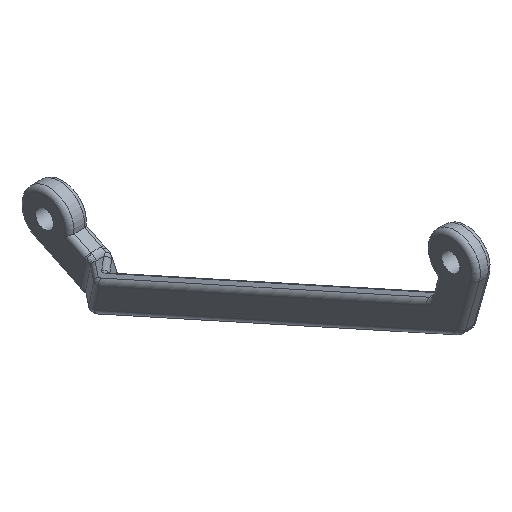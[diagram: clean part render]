
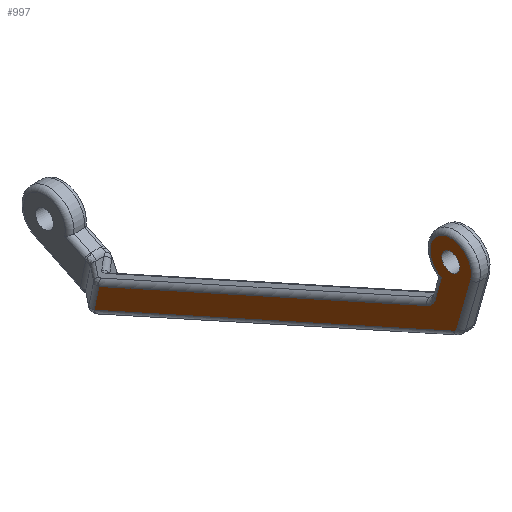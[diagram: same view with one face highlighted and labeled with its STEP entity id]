
A CAD part, isometric view. The second image highlights one B-rep face of the part: STEP entity #997.
In plain terms, the highlighted planar face has unit normal (-1, 0, 0).
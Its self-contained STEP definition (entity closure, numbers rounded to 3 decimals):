
#17=FACE_BOUND('',#191,.T.);
#28=PLANE('',#1144);
#124=FACE_OUTER_BOUND('',#190,.T.);
#190=EDGE_LOOP('',(#875,#876,#877,#878,#879,#880,#881,#882));
#191=EDGE_LOOP('',(#883));
#261=CIRCLE('',#1111,2.8);
#267=CIRCLE('',#1123,1.2);
#270=CIRCLE('',#1128,3.7);
#274=CIRCLE('',#1145,1.6);
#313=LINE('',#1853,#369);
#314=LINE('',#1860,#370);
#317=LINE('',#1917,#373);
#319=LINE('',#1928,#375);
#323=LINE('',#2032,#379);
#369=VECTOR('',#1375,10.);
#370=VECTOR('',#1384,10.);
#373=VECTOR('',#1403,10.);
#375=VECTOR('',#1417,10.);
#379=VECTOR('',#1443,10.);
#450=VERTEX_POINT('',#1847);
#451=VERTEX_POINT('',#1851);
#452=VERTEX_POINT('',#1855);
#453=VERTEX_POINT('',#1859);
#459=VERTEX_POINT('',#1909);
#461=VERTEX_POINT('',#1915);
#463=VERTEX_POINT('',#1921);
#464=VERTEX_POINT('',#1926);
#470=VERTEX_POINT('',#2045);
#574=EDGE_CURVE('',#450,#451,#313,.T.);
#576=EDGE_CURVE('',#451,#452,#261,.T.);
#577=EDGE_CURVE('',#452,#453,#314,.T.);
#587=EDGE_CURVE('',#461,#459,#317,.T.);
#590=EDGE_CURVE('',#463,#461,#267,.T.);
#593=EDGE_CURVE('',#464,#463,#319,.T.);
#595=EDGE_CURVE('',#453,#464,#270,.T.);
#607=EDGE_CURVE('',#459,#450,#323,.T.);
#613=EDGE_CURVE('',#470,#470,#274,.T.);
#875=ORIENTED_EDGE('',*,*,#574,.F.);
#876=ORIENTED_EDGE('',*,*,#607,.F.);
#877=ORIENTED_EDGE('',*,*,#587,.F.);
#878=ORIENTED_EDGE('',*,*,#590,.F.);
#879=ORIENTED_EDGE('',*,*,#593,.F.);
#880=ORIENTED_EDGE('',*,*,#595,.F.);
#881=ORIENTED_EDGE('',*,*,#577,.F.);
#882=ORIENTED_EDGE('',*,*,#576,.F.);
#883=ORIENTED_EDGE('',*,*,#613,.T.);
#997=ADVANCED_FACE('',(#124,#17),#28,.T.);
#1111=AXIS2_PLACEMENT_3D('',#1857,#1380,#1381);
#1123=AXIS2_PLACEMENT_3D('',#1923,#1409,#1410);
#1128=AXIS2_PLACEMENT_3D('',#1931,#1421,#1422);
#1144=AXIS2_PLACEMENT_3D('',#2044,#1461,#1462);
#1145=AXIS2_PLACEMENT_3D('',#2046,#1463,#1464);
#1375=DIRECTION('',(0.,-0.912,0.41));
#1380=DIRECTION('center_axis',(-1.,0.,0.));
#1381=DIRECTION('ref_axis',(0.,-0.757,-0.653));
#1384=DIRECTION('',(0.,-0.272,0.962));
#1403=DIRECTION('',(0.,0.912,-0.41));
#1409=DIRECTION('center_axis',(1.,0.,0.));
#1410=DIRECTION('ref_axis',(0.,-0.757,-0.653));
#1417=DIRECTION('',(0.,0.272,-0.962));
#1421=DIRECTION('center_axis',(1.,0.,0.));
#1422=DIRECTION('ref_axis',(0.,0.333,0.943));
#1443=DIRECTION('',(0.,-0.205,0.979));
#1461=DIRECTION('center_axis',(-1.,0.,0.));
#1462=DIRECTION('ref_axis',(0.,0.,-1.));
#1463=DIRECTION('center_axis',(1.,0.,0.));
#1464=DIRECTION('ref_axis',(0.,0.,-1.));
#1847=CARTESIAN_POINT('',(-15.6,172.984,-78.783));
#1851=CARTESIAN_POINT('',(-15.6,114.298,-52.401));
#1853=CARTESIAN_POINT('',(-15.6,130.348,-59.617));
#1855=CARTESIAN_POINT('',(-15.6,112.752,-50.61));
#1857=CARTESIAN_POINT('Origin',(-15.6,115.446,-49.848));
#1859=CARTESIAN_POINT('',(-15.6,111.679,-46.817));
#1860=CARTESIAN_POINT('',(-15.6,115.274,-59.526));
#1909=CARTESIAN_POINT('',(-15.6,173.845,-82.898));
#1915=CARTESIAN_POINT('',(-15.6,109.587,-54.011));
#1917=CARTESIAN_POINT('',(-15.6,163.684,-78.33));
#1921=CARTESIAN_POINT('',(-15.6,108.924,-53.243));
#1923=CARTESIAN_POINT('Origin',(-15.6,110.079,-52.917));
#1926=CARTESIAN_POINT('',(-15.6,106.456,-44.518));
#1928=CARTESIAN_POINT('',(-15.6,111.823,-63.493));
#1931=CARTESIAN_POINT('Origin',(-15.6,110.016,-43.511));
#2032=CARTESIAN_POINT('',(-15.6,170.366,-66.282));
#2044=CARTESIAN_POINT('Origin',(-15.6,149.124,-63.043));
#2045=CARTESIAN_POINT('',(-15.6,110.016,-41.911));
#2046=CARTESIAN_POINT('Origin',(-15.6,110.016,-43.511));
